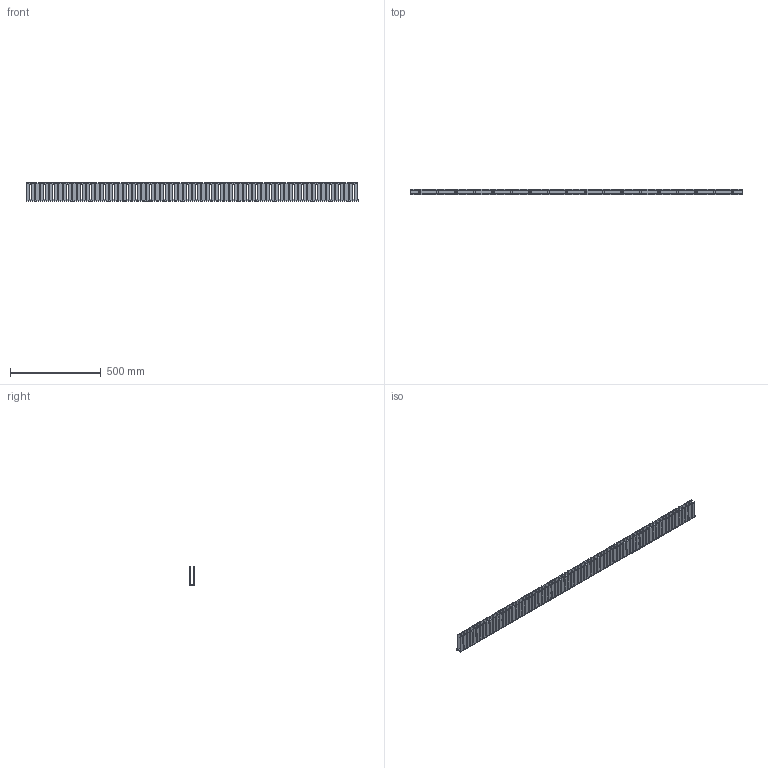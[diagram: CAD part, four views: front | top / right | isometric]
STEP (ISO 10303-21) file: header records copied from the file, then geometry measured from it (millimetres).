
FILE_DESCRIPTION(/* description */ (''),/* implementation_level */ '2;1');
FILE_NAME(/* name */ 'NE1X4WH6.stp',/* time_stamp */ '2020-11-30T13:02:09-06:00',/* author */ (''),/* organization */ (''),/* preprocessor_version */ 'ST-DEVELOPER v16',/* originating_system */ 'SIEMENS PLM Software NX 11.0',/* authorisation */ '');
FILE_SCHEMA (('AP203_CONFIGURATION_CONTROLLED_3D_DESIGN_OF_MECHANICAL_PARTS_AND_ASSEMBLIES_MIM_LF { 1 0 10303 403 2 1 2}'));
Products named in the file (1): BWG3E287BDDmhcy
Bounding box: 1828.8 x 28.83 x 101.72 mm (x, y, z)
Surface area: 721193.2 mm2 (no closed solid volume)
Topology: 0 solids, 3 shells, 3826 faces, 11488 edges, 7660 vertices
Faces by surface type: cylinder 2344, plane 1482
Entity records: 148270 total; most frequent: CARTESIAN_POINT 42855, ORIENTED_EDGE 22980, DIRECTION 22120, EDGE_CURVE 11490, AXIS2_PLACEMENT_3D 7949, VERTEX_POINT 7660, LINE 6222, VECTOR 6222
